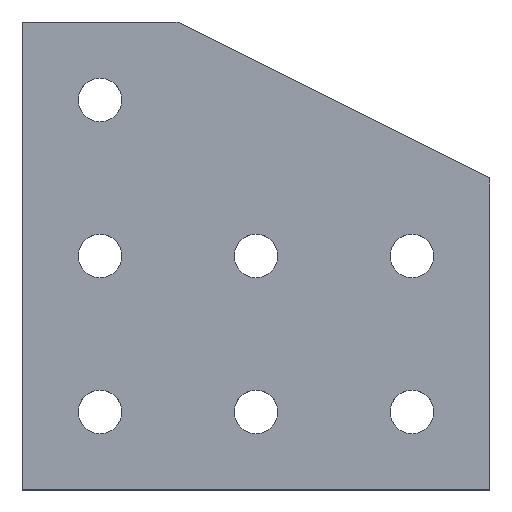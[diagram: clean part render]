
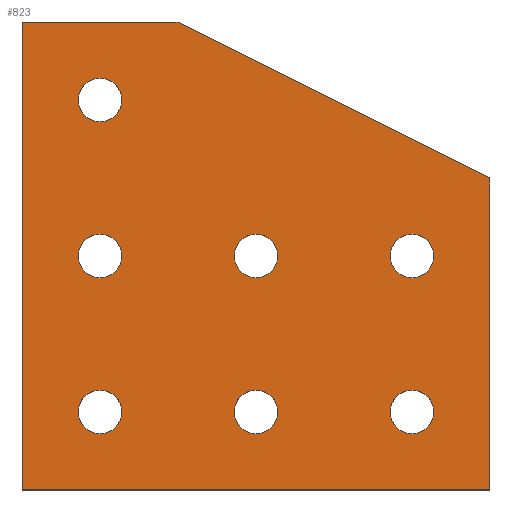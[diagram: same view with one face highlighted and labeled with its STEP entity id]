
A CAD part, top view. The second image highlights one B-rep face of the part: STEP entity #823.
In plain terms, the highlighted planar face has unit normal (0, 0, 1).
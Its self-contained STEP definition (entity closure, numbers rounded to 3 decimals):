
#132=CARTESIAN_POINT('',(0.,1.86,0.188));
#133=VERTEX_POINT('',#132);
#149=CARTESIAN_POINT('',(0.,2.14,0.188));
#150=VERTEX_POINT('',#149);
#157=CARTESIAN_POINT('',(0.,2.0,0.188));
#158=DIRECTION('',(0.0,0.0,-1.0));
#159=DIRECTION('',(0.0,-1.0,0.0));
#160=AXIS2_PLACEMENT_3D('',#157,#158,#159);
#161=CIRCLE('',#160,0.14);
#162=EDGE_CURVE('',#133,#150,#161,.T.);
#174=CARTESIAN_POINT('',(0.0,0.86,0.188));
#175=VERTEX_POINT('',#174);
#191=CARTESIAN_POINT('',(0.,1.14,0.188));
#192=VERTEX_POINT('',#191);
#199=CARTESIAN_POINT('',(0.0,1.0,0.188));
#200=DIRECTION('',(0.0,0.0,-1.0));
#201=DIRECTION('',(0.0,-1.0,0.0));
#202=AXIS2_PLACEMENT_3D('',#199,#200,#201);
#203=CIRCLE('',#202,0.14);
#204=EDGE_CURVE('',#175,#192,#203,.T.);
#216=CARTESIAN_POINT('',(1.0,0.86,0.188));
#217=VERTEX_POINT('',#216);
#233=CARTESIAN_POINT('',(1.0,1.14,0.188));
#234=VERTEX_POINT('',#233);
#241=CARTESIAN_POINT('',(1.0,1.0,0.188));
#242=DIRECTION('',(0.0,0.0,-1.0));
#243=DIRECTION('',(0.0,-1.0,0.0));
#244=AXIS2_PLACEMENT_3D('',#241,#242,#243);
#245=CIRCLE('',#244,0.14);
#246=EDGE_CURVE('',#217,#234,#245,.T.);
#258=CARTESIAN_POINT('',(2.0,0.86,0.188));
#259=VERTEX_POINT('',#258);
#275=CARTESIAN_POINT('',(2.0,1.14,0.188));
#276=VERTEX_POINT('',#275);
#283=CARTESIAN_POINT('',(2.0,1.0,0.188));
#284=DIRECTION('',(0.0,0.0,-1.0));
#285=DIRECTION('',(0.0,-1.0,0.0));
#286=AXIS2_PLACEMENT_3D('',#283,#284,#285);
#287=CIRCLE('',#286,0.14);
#288=EDGE_CURVE('',#259,#276,#287,.T.);
#300=CARTESIAN_POINT('',(0.0,-0.14,0.188));
#301=VERTEX_POINT('',#300);
#317=CARTESIAN_POINT('',(0.,0.14,0.188));
#318=VERTEX_POINT('',#317);
#325=CARTESIAN_POINT('',(0.0,0.0,0.188));
#326=DIRECTION('',(0.0,0.0,-1.0));
#327=DIRECTION('',(0.0,-1.0,0.0));
#328=AXIS2_PLACEMENT_3D('',#325,#326,#327);
#329=CIRCLE('',#328,0.14);
#330=EDGE_CURVE('',#301,#318,#329,.T.);
#342=CARTESIAN_POINT('',(1.0,-0.14,0.188));
#343=VERTEX_POINT('',#342);
#359=CARTESIAN_POINT('',(1.0,0.14,0.188));
#360=VERTEX_POINT('',#359);
#367=CARTESIAN_POINT('',(1.0,0.,0.188));
#368=DIRECTION('',(0.0,0.0,-1.0));
#369=DIRECTION('',(0.0,-1.0,0.0));
#370=AXIS2_PLACEMENT_3D('',#367,#368,#369);
#371=CIRCLE('',#370,0.14);
#372=EDGE_CURVE('',#343,#360,#371,.T.);
#384=CARTESIAN_POINT('',(2.0,-0.14,0.188));
#385=VERTEX_POINT('',#384);
#401=CARTESIAN_POINT('',(2.0,0.14,0.188));
#402=VERTEX_POINT('',#401);
#409=CARTESIAN_POINT('',(2.0,0.,0.188));
#410=DIRECTION('',(0.0,0.0,-1.0));
#411=DIRECTION('',(0.0,-1.0,0.0));
#412=AXIS2_PLACEMENT_3D('',#409,#410,#411);
#413=CIRCLE('',#412,0.14);
#414=EDGE_CURVE('',#385,#402,#413,.T.);
#425=CARTESIAN_POINT('',(2.0,0.,0.188));
#426=DIRECTION('',(0.0,0.0,-1.0));
#427=DIRECTION('',(0.0,-1.0,0.0));
#428=AXIS2_PLACEMENT_3D('',#425,#426,#427);
#429=CIRCLE('',#428,0.14);
#430=EDGE_CURVE('',#402,#385,#429,.T.);
#449=CARTESIAN_POINT('',(1.0,0.,0.188));
#450=DIRECTION('',(0.0,0.0,-1.0));
#451=DIRECTION('',(0.0,-1.0,0.0));
#452=AXIS2_PLACEMENT_3D('',#449,#450,#451);
#453=CIRCLE('',#452,0.14);
#454=EDGE_CURVE('',#360,#343,#453,.T.);
#473=CARTESIAN_POINT('',(0.0,0.0,0.188));
#474=DIRECTION('',(0.0,0.0,-1.0));
#475=DIRECTION('',(0.0,-1.0,0.0));
#476=AXIS2_PLACEMENT_3D('',#473,#474,#475);
#477=CIRCLE('',#476,0.14);
#478=EDGE_CURVE('',#318,#301,#477,.T.);
#497=CARTESIAN_POINT('',(2.0,1.0,0.188));
#498=DIRECTION('',(0.0,0.0,-1.0));
#499=DIRECTION('',(0.0,-1.0,0.0));
#500=AXIS2_PLACEMENT_3D('',#497,#498,#499);
#501=CIRCLE('',#500,0.14);
#502=EDGE_CURVE('',#276,#259,#501,.T.);
#521=CARTESIAN_POINT('',(1.0,1.0,0.188));
#522=DIRECTION('',(0.0,0.0,-1.0));
#523=DIRECTION('',(0.0,-1.0,0.0));
#524=AXIS2_PLACEMENT_3D('',#521,#522,#523);
#525=CIRCLE('',#524,0.14);
#526=EDGE_CURVE('',#234,#217,#525,.T.);
#545=CARTESIAN_POINT('',(0.0,1.0,0.188));
#546=DIRECTION('',(0.0,0.0,-1.0));
#547=DIRECTION('',(0.0,-1.0,0.0));
#548=AXIS2_PLACEMENT_3D('',#545,#546,#547);
#549=CIRCLE('',#548,0.14);
#550=EDGE_CURVE('',#192,#175,#549,.T.);
#569=CARTESIAN_POINT('',(0.,2.0,0.188));
#570=DIRECTION('',(0.0,0.0,-1.0));
#571=DIRECTION('',(0.0,-1.0,0.0));
#572=AXIS2_PLACEMENT_3D('',#569,#570,#571);
#573=CIRCLE('',#572,0.14);
#574=EDGE_CURVE('',#150,#133,#573,.T.);
#592=CARTESIAN_POINT('',(-0.5,2.5,0.188));
#593=VERTEX_POINT('',#592);
#594=CARTESIAN_POINT('',(0.5,2.5,0.188));
#595=VERTEX_POINT('',#594);
#596=CARTESIAN_POINT('',(-0.5,2.5,0.188));
#597=DIRECTION('',(1.0,0.0,0.0));
#598=VECTOR('',#597,1.0);
#599=LINE('',#596,#598);
#600=EDGE_CURVE('',#593,#595,#599,.T.);
#632=CARTESIAN_POINT('',(2.5,1.5,0.188));
#633=VERTEX_POINT('',#632);
#634=CARTESIAN_POINT('',(0.5,2.5,0.188));
#635=DIRECTION('',(0.894,-0.447,0.0));
#636=VECTOR('',#635,2.236);
#637=LINE('',#634,#636);
#638=EDGE_CURVE('',#595,#633,#637,.T.);
#663=CARTESIAN_POINT('',(2.5,-0.5,0.188));
#664=VERTEX_POINT('',#663);
#665=CARTESIAN_POINT('',(2.5,1.5,0.188));
#666=DIRECTION('',(0.0,-1.0,0.0));
#667=VECTOR('',#666,2.0);
#668=LINE('',#665,#667);
#669=EDGE_CURVE('',#633,#664,#668,.T.);
#694=CARTESIAN_POINT('',(-0.5,-0.5,0.188));
#695=VERTEX_POINT('',#694);
#696=CARTESIAN_POINT('',(2.5,-0.5,0.188));
#697=DIRECTION('',(-1.0,0.0,0.0));
#698=VECTOR('',#697,3.0);
#699=LINE('',#696,#698);
#700=EDGE_CURVE('',#664,#695,#699,.T.);
#725=CARTESIAN_POINT('',(-0.5,-0.5,0.188));
#726=DIRECTION('',(0.0,1.0,0.0));
#727=VECTOR('',#726,3.0);
#728=LINE('',#725,#727);
#729=EDGE_CURVE('',#695,#593,#728,.T.);
#783=CARTESIAN_POINT('',(-0.5,2.5,0.188));
#784=DIRECTION('',(0.0,0.0,-1.0));
#785=DIRECTION('',(0.0,1.0,0.0));
#786=AXIS2_PLACEMENT_3D('',#783,#784,#785);
#787=PLANE('',#786);
#788=ORIENTED_EDGE('',*,*,#600,.F.);
#789=ORIENTED_EDGE('',*,*,#729,.F.);
#790=ORIENTED_EDGE('',*,*,#700,.F.);
#791=ORIENTED_EDGE('',*,*,#669,.F.);
#792=ORIENTED_EDGE('',*,*,#638,.F.);
#793=EDGE_LOOP('',(#788,#789,#790,#791,#792));
#794=FACE_OUTER_BOUND('',#793,.T.);
#795=ORIENTED_EDGE('',*,*,#414,.T.);
#796=ORIENTED_EDGE('',*,*,#430,.T.);
#797=EDGE_LOOP('',(#795,#796));
#798=FACE_BOUND('',#797,.T.);
#799=ORIENTED_EDGE('',*,*,#372,.T.);
#800=ORIENTED_EDGE('',*,*,#454,.T.);
#801=EDGE_LOOP('',(#799,#800));
#802=FACE_BOUND('',#801,.T.);
#803=ORIENTED_EDGE('',*,*,#330,.T.);
#804=ORIENTED_EDGE('',*,*,#478,.T.);
#805=EDGE_LOOP('',(#803,#804));
#806=FACE_BOUND('',#805,.T.);
#807=ORIENTED_EDGE('',*,*,#288,.T.);
#808=ORIENTED_EDGE('',*,*,#502,.T.);
#809=EDGE_LOOP('',(#807,#808));
#810=FACE_BOUND('',#809,.T.);
#811=ORIENTED_EDGE('',*,*,#246,.T.);
#812=ORIENTED_EDGE('',*,*,#526,.T.);
#813=EDGE_LOOP('',(#811,#812));
#814=FACE_BOUND('',#813,.T.);
#815=ORIENTED_EDGE('',*,*,#204,.T.);
#816=ORIENTED_EDGE('',*,*,#550,.T.);
#817=EDGE_LOOP('',(#815,#816));
#818=FACE_BOUND('',#817,.T.);
#819=ORIENTED_EDGE('',*,*,#162,.T.);
#820=ORIENTED_EDGE('',*,*,#574,.T.);
#821=EDGE_LOOP('',(#819,#820));
#822=FACE_BOUND('',#821,.T.);
#823=ADVANCED_FACE('',(#794,#798,#802,#806,#810,#814,#818,#822),#787,.F.);
